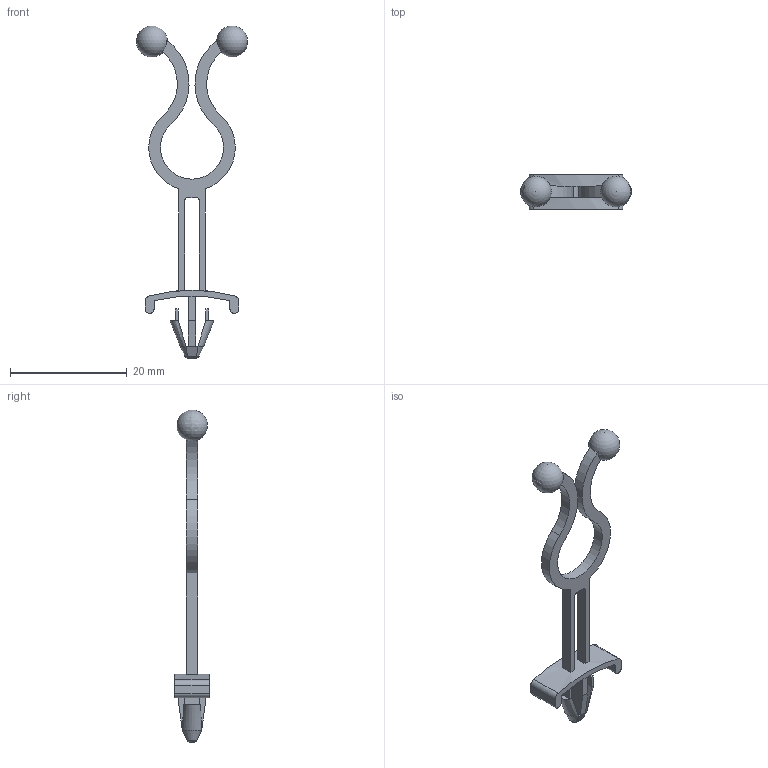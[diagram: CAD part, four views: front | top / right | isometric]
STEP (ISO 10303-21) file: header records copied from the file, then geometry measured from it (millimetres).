
FILE_DESCRIPTION( ( 'Unknown' ), '1' );
FILE_NAME( '520404000.stp', 'Unknown', ( 'Unknown' ), ( 'Unknown' ), 'PSStep 16.0.42', 'Unknown', ' ' );
FILE_SCHEMA( ( 'AUTOMOTIVE_DESIGN { 1 0 10303 214 1 1 1 1 }' ) );
Length unit declared in the file: millimetre
Products named in the file (1): 1
Bounding box: 18.99 x 5.9 x 56.8 mm (x, y, z)
Volume: 669 mm3; surface area: 1319.3 mm2
Topology: 1 solids, 1 shells, 73 faces, 188 edges, 116 vertices
Faces by surface type: plane 46, cylinder 19, cone 2, torus 2, bspline 2, sphere 2
Entity records: 2988 total; most frequent: CARTESIAN_POINT 662, ORIENTED_EDGE 364, DIRECTION 346, EDGE_CURVE 182, AXIS2_PLACEMENT_3D 120, VERTEX_POINT 116, LINE 106, VECTOR 106
